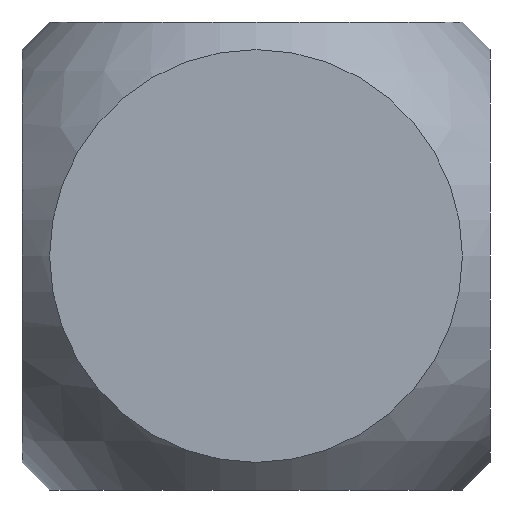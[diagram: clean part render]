
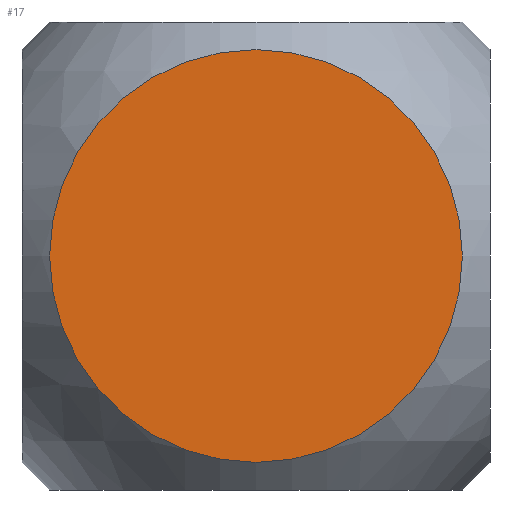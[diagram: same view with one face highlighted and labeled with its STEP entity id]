
A CAD part, left-side view. The second image highlights one B-rep face of the part: STEP entity #17.
In plain terms, the highlighted planar face has unit normal (-1, 0, 0).
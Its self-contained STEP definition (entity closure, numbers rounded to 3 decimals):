
#17 = ADVANCED_FACE('',(#18),#31,.F.);
#18 = FACE_BOUND('',#19,.F.);
#19 = EDGE_LOOP('',(#20));
#20 = ORIENTED_EDGE('',*,*,#21,.T.);
#21 = EDGE_CURVE('',#22,#22,#24,.T.);
#22 = VERTEX_POINT('',#23);
#23 = CARTESIAN_POINT('',(-15.,0.,13.229));
#24 = SURFACE_CURVE('',#25,(#30,#42),.PCURVE_S1.);
#25 = CIRCLE('',#26,13.229);
#26 = AXIS2_PLACEMENT_3D('',#27,#28,#29);
#27 = CARTESIAN_POINT('',(-15.,0.,0.));
#28 = DIRECTION('',(1.,0.,0.));
#29 = DIRECTION('',(-0.,0.,1.));
#30 = PCURVE('',#31,#36);
#31 = PLANE('',#32);
#32 = AXIS2_PLACEMENT_3D('',#33,#34,#35);
#33 = CARTESIAN_POINT('',(-15.,-15.,-15.));
#34 = DIRECTION('',(1.,0.,0.));
#35 = DIRECTION('',(0.,0.,1.));
#36 = DEFINITIONAL_REPRESENTATION('',(#37),#41);
#37 = CIRCLE('',#38,13.229);
#38 = AXIS2_PLACEMENT_2D('',#39,#40);
#39 = CARTESIAN_POINT('',(15.,-15.));
#40 = DIRECTION('',(1.,0.));
#41 = ( GEOMETRIC_REPRESENTATION_CONTEXT(2) 
PARAMETRIC_REPRESENTATION_CONTEXT() REPRESENTATION_CONTEXT('2D SPACE',''
  ) );
#42 = PCURVE('',#43,#48);
#43 = SPHERICAL_SURFACE('',#44,20.);
#44 = AXIS2_PLACEMENT_3D('',#45,#46,#47);
#45 = CARTESIAN_POINT('',(0.,0.,0.));
#46 = DIRECTION('',(0.,0.,1.));
#47 = DIRECTION('',(1.,0.,0.));
#48 = DEFINITIONAL_REPRESENTATION('',(#49),#136);
#49 = B_SPLINE_CURVE_WITH_KNOTS('',8,(#50,#51,#52,#53,#54,#55,#56,#57,
    #58,#59,#60,#61,#62,#63,#64,#65,#66,#67,#68,#69,#70,#71,#72,#73,#74,
    #75,#76,#77,#78,#79,#80,#81,#82,#83,#84,#85,#86,#87,#88,#89,#90,#91,
    #92,#93,#94,#95,#96,#97,#98,#99,#100,#101,#102,#103,#104,#105,#106,
    #107,#108,#109,#110,#111,#112,#113,#114,#115,#116,#117,#118,#119,
    #120,#121,#122,#123,#124,#125,#126,#127,#128,#129,#130,#131,#132,
    #133,#134,#135),.UNSPECIFIED.,.T.,.F.,(9,7,7,7,7,7,7,7,7,7,7,7,9),(
    0.,0.393,0.761,1.451,2.055,
    2.584,3.046,3.451,3.805,
    4.424,5.354,5.818,6.283),
  .UNSPECIFIED.);
#50 = CARTESIAN_POINT('',(3.142,0.723));
#51 = CARTESIAN_POINT('',(3.185,0.723));
#52 = CARTESIAN_POINT('',(3.228,0.72));
#53 = CARTESIAN_POINT('',(3.271,0.715));
#54 = CARTESIAN_POINT('',(3.313,0.708));
#55 = CARTESIAN_POINT('',(3.354,0.699));
#56 = CARTESIAN_POINT('',(3.393,0.687));
#57 = CARTESIAN_POINT('',(3.431,0.673));
#58 = CARTESIAN_POINT('',(3.501,0.643));
#59 = CARTESIAN_POINT('',(3.533,0.626));
#60 = CARTESIAN_POINT('',(3.563,0.608));
#61 = CARTESIAN_POINT('',(3.592,0.589));
#62 = CARTESIAN_POINT('',(3.618,0.568));
#63 = CARTESIAN_POINT('',(3.643,0.546));
#64 = CARTESIAN_POINT('',(3.667,0.523));
#65 = CARTESIAN_POINT('',(3.728,0.455));
#66 = CARTESIAN_POINT('',(3.762,0.407));
#67 = CARTESIAN_POINT('',(3.791,0.356));
#68 = CARTESIAN_POINT('',(3.814,0.303));
#69 = CARTESIAN_POINT('',(3.832,0.248));
#70 = CARTESIAN_POINT('',(3.846,0.192));
#71 = CARTESIAN_POINT('',(3.856,0.136));
#72 = CARTESIAN_POINT('',(3.865,0.029));
#73 = CARTESIAN_POINT('',(3.866,-0.021));
#74 = CARTESIAN_POINT('',(3.865,-0.071));
#75 = CARTESIAN_POINT('',(3.859,-0.121));
#76 = CARTESIAN_POINT('',(3.851,-0.17));
#77 = CARTESIAN_POINT('',(3.839,-0.219));
#78 = CARTESIAN_POINT('',(3.824,-0.267));
#79 = CARTESIAN_POINT('',(3.787,-0.354));
#80 = CARTESIAN_POINT('',(3.768,-0.393));
#81 = CARTESIAN_POINT('',(3.745,-0.432));
#82 = CARTESIAN_POINT('',(3.719,-0.469));
#83 = CARTESIAN_POINT('',(3.689,-0.504));
#84 = CARTESIAN_POINT('',(3.656,-0.537));
#85 = CARTESIAN_POINT('',(3.619,-0.568));
#86 = CARTESIAN_POINT('',(3.543,-0.62));
#87 = CARTESIAN_POINT('',(3.505,-0.643));
#88 = CARTESIAN_POINT('',(3.464,-0.662));
#89 = CARTESIAN_POINT('',(3.42,-0.68));
#90 = CARTESIAN_POINT('',(3.374,-0.694));
#91 = CARTESIAN_POINT('',(3.325,-0.706));
#92 = CARTESIAN_POINT('',(3.276,-0.714));
#93 = CARTESIAN_POINT('',(3.181,-0.723));
#94 = CARTESIAN_POINT('',(3.137,-0.725));
#95 = CARTESIAN_POINT('',(3.092,-0.724));
#96 = CARTESIAN_POINT('',(3.047,-0.72));
#97 = CARTESIAN_POINT('',(3.003,-0.714));
#98 = CARTESIAN_POINT('',(2.96,-0.706));
#99 = CARTESIAN_POINT('',(2.919,-0.695));
#100 = CARTESIAN_POINT('',(2.845,-0.67));
#101 = CARTESIAN_POINT('',(2.811,-0.657));
#102 = CARTESIAN_POINT('',(2.779,-0.642));
#103 = CARTESIAN_POINT('',(2.749,-0.626));
#104 = CARTESIAN_POINT('',(2.72,-0.608));
#105 = CARTESIAN_POINT('',(2.693,-0.589));
#106 = CARTESIAN_POINT('',(2.668,-0.569));
#107 = CARTESIAN_POINT('',(2.603,-0.511));
#108 = CARTESIAN_POINT('',(2.566,-0.471));
#109 = CARTESIAN_POINT('',(2.534,-0.428));
#110 = CARTESIAN_POINT('',(2.507,-0.383));
#111 = CARTESIAN_POINT('',(2.485,-0.336));
#112 = CARTESIAN_POINT('',(2.466,-0.288));
#113 = CARTESIAN_POINT('',(2.451,-0.239));
#114 = CARTESIAN_POINT('',(2.423,-0.114));
#115 = CARTESIAN_POINT('',(2.414,-0.037));
#116 = CARTESIAN_POINT('',(2.413,0.04));
#117 = CARTESIAN_POINT('',(2.419,0.118));
#118 = CARTESIAN_POINT('',(2.433,0.194));
#119 = CARTESIAN_POINT('',(2.455,0.268));
#120 = CARTESIAN_POINT('',(2.486,0.34));
#121 = CARTESIAN_POINT('',(2.547,0.44));
#122 = CARTESIAN_POINT('',(2.57,0.473));
#123 = CARTESIAN_POINT('',(2.595,0.504));
#124 = CARTESIAN_POINT('',(2.624,0.534));
#125 = CARTESIAN_POINT('',(2.655,0.562));
#126 = CARTESIAN_POINT('',(2.689,0.588));
#127 = CARTESIAN_POINT('',(2.726,0.611));
#128 = CARTESIAN_POINT('',(2.805,0.654));
#129 = CARTESIAN_POINT('',(2.847,0.673));
#130 = CARTESIAN_POINT('',(2.892,0.689));
#131 = CARTESIAN_POINT('',(2.939,0.702));
#132 = CARTESIAN_POINT('',(2.989,0.713));
#133 = CARTESIAN_POINT('',(3.039,0.719));
#134 = CARTESIAN_POINT('',(3.09,0.723));
#135 = CARTESIAN_POINT('',(3.142,0.723));
#136 = ( GEOMETRIC_REPRESENTATION_CONTEXT(2) 
PARAMETRIC_REPRESENTATION_CONTEXT() REPRESENTATION_CONTEXT('2D SPACE',''
  ) );
